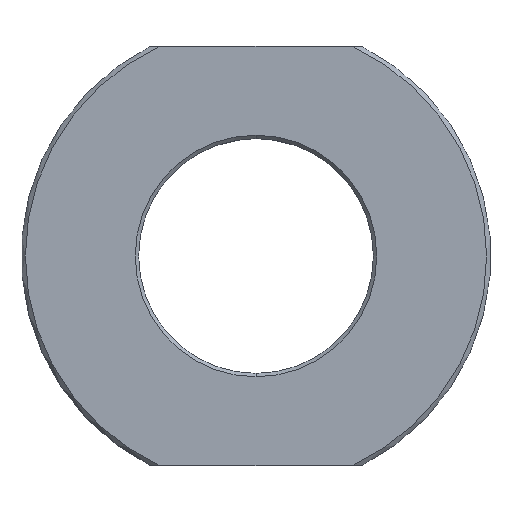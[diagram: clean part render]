
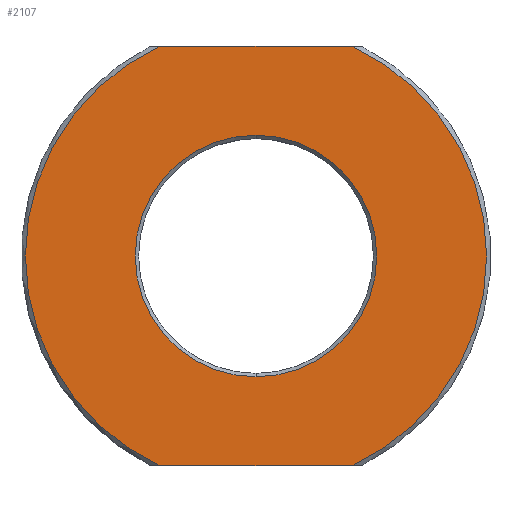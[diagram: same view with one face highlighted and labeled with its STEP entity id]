
A CAD part, front view. The second image highlights one B-rep face of the part: STEP entity #2107.
In plain terms, the highlighted planar face has unit normal (0, -1, 0).
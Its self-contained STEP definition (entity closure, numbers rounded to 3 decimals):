
#21 = AXIS2_PLACEMENT_3D ( 'NONE', #2470, #622, #1439 ) ;
#42 = CARTESIAN_POINT ( 'NONE',  ( 5.728, 3.526, -12.5 ) ) ;
#106 = ORIENTED_EDGE ( 'NONE', *, *, #1384, .T. ) ;
#108 = DIRECTION ( 'NONE',  ( 0., 0., -1. ) ) ;
#111 = DIRECTION ( 'NONE',  ( 1., 0., 0. ) ) ;
#291 = VERTEX_POINT ( 'NONE', #856 ) ;
#332 = DIRECTION ( 'NONE',  ( -1., 0., 0. ) ) ;
#386 = CARTESIAN_POINT ( 'NONE',  ( 0., 3.526, 0. ) ) ;
#412 = EDGE_CURVE ( 'NONE', #2478, #645, #2212, .T. ) ;
#504 = DIRECTION ( 'NONE',  ( 0., 0., -1. ) ) ;
#603 = VERTEX_POINT ( 'NONE', #2207 ) ;
#622 = DIRECTION ( 'NONE',  ( 0., 1., 0. ) ) ;
#645 = VERTEX_POINT ( 'NONE', #989 ) ;
#649 = VERTEX_POINT ( 'NONE', #1811 ) ;
#698 = PLANE ( 'NONE',  #995 ) ;
#856 = CARTESIAN_POINT ( 'NONE',  ( 0., 3.526, -7.2 ) ) ;
#881 = CARTESIAN_POINT ( 'NONE',  ( 0., 3.526, 0. ) ) ;
#949 = EDGE_CURVE ( 'NONE', #603, #291, #2348, .T. ) ;
#989 = CARTESIAN_POINT ( 'NONE',  ( 5.728, 3.526, 12.5 ) ) ;
#995 = AXIS2_PLACEMENT_3D ( 'NONE', #1520, #2353, #504 ) ;
#1111 = VERTEX_POINT ( 'NONE', #1597 ) ;
#1127 = CARTESIAN_POINT ( 'NONE',  ( 0., 3.526, 0. ) ) ;
#1130 = LINE ( 'NONE', #1958, #2495 ) ;
#1185 = AXIS2_PLACEMENT_3D ( 'NONE', #1127, #1955, #108 ) ;
#1191 = CIRCLE ( 'NONE', #21, 7.2 ) ;
#1203 = DIRECTION ( 'NONE',  ( 0., -1., 0. ) ) ;
#1332 = VECTOR ( 'NONE', #332, 1000. ) ;
#1352 = LINE ( 'NONE', #2187, #1332 ) ;
#1363 = EDGE_LOOP ( 'NONE', ( #106, #1841 ) ) ;
#1384 = EDGE_CURVE ( 'NONE', #291, #603, #1191, .T. ) ;
#1439 = DIRECTION ( 'NONE',  ( 0., 0., -1. ) ) ;
#1520 = CARTESIAN_POINT ( 'NONE',  ( 0., 3.526, 0. ) ) ;
#1597 = CARTESIAN_POINT ( 'NONE',  ( -5.728, 3.526, 12.5 ) ) ;
#1672 = ORIENTED_EDGE ( 'NONE', *, *, #2135, .T. ) ;
#1710 = DIRECTION ( 'NONE',  ( 0., -1., 0. ) ) ;
#1731 = FACE_OUTER_BOUND ( 'NONE', #1876, .T. ) ;
#1811 = CARTESIAN_POINT ( 'NONE',  ( -5.728, 3.526, -12.5 ) ) ;
#1839 = EDGE_CURVE ( 'NONE', #645, #1111, #1352, .T. ) ;
#1841 = ORIENTED_EDGE ( 'NONE', *, *, #949, .T. ) ;
#1876 = EDGE_LOOP ( 'NONE', ( #1672, #1924, #2654, #2314 ) ) ;
#1924 = ORIENTED_EDGE ( 'NONE', *, *, #412, .T. ) ;
#1955 = DIRECTION ( 'NONE',  ( 0., 1., 0. ) ) ;
#1958 = CARTESIAN_POINT ( 'NONE',  ( 0., 3.526, -12.5 ) ) ;
#2032 = CIRCLE ( 'NONE', #2373, 13.75 ) ;
#2035 = DIRECTION ( 'NONE',  ( 0., 0., -1. ) ) ;
#2107 = ADVANCED_FACE ( 'NONE', ( #1731, #2551 ), #698, .T. ) ;
#2135 = EDGE_CURVE ( 'NONE', #649, #2478, #1130, .T. ) ;
#2187 = CARTESIAN_POINT ( 'NONE',  ( 0., 3.526, 12.5 ) ) ;
#2207 = CARTESIAN_POINT ( 'NONE',  ( 0., 3.526, 7.2 ) ) ;
#2212 = CIRCLE ( 'NONE', #2542, 13.75 ) ;
#2298 = EDGE_CURVE ( 'NONE', #1111, #649, #2032, .T. ) ;
#2314 = ORIENTED_EDGE ( 'NONE', *, *, #2298, .T. ) ;
#2348 = CIRCLE ( 'NONE', #1185, 7.2 ) ;
#2353 = DIRECTION ( 'NONE',  ( 0., -1., 0. ) ) ;
#2373 = AXIS2_PLACEMENT_3D ( 'NONE', #386, #1203, #2035 ) ;
#2470 = CARTESIAN_POINT ( 'NONE',  ( 0., 3.526, 0. ) ) ;
#2478 = VERTEX_POINT ( 'NONE', #42 ) ;
#2495 = VECTOR ( 'NONE', #111, 1000. ) ;
#2531 = DIRECTION ( 'NONE',  ( 0., 0., -1. ) ) ;
#2542 = AXIS2_PLACEMENT_3D ( 'NONE', #881, #1710, #2531 ) ;
#2551 = FACE_BOUND ( 'NONE', #1363, .T. ) ;
#2654 = ORIENTED_EDGE ( 'NONE', *, *, #1839, .T. ) ;
